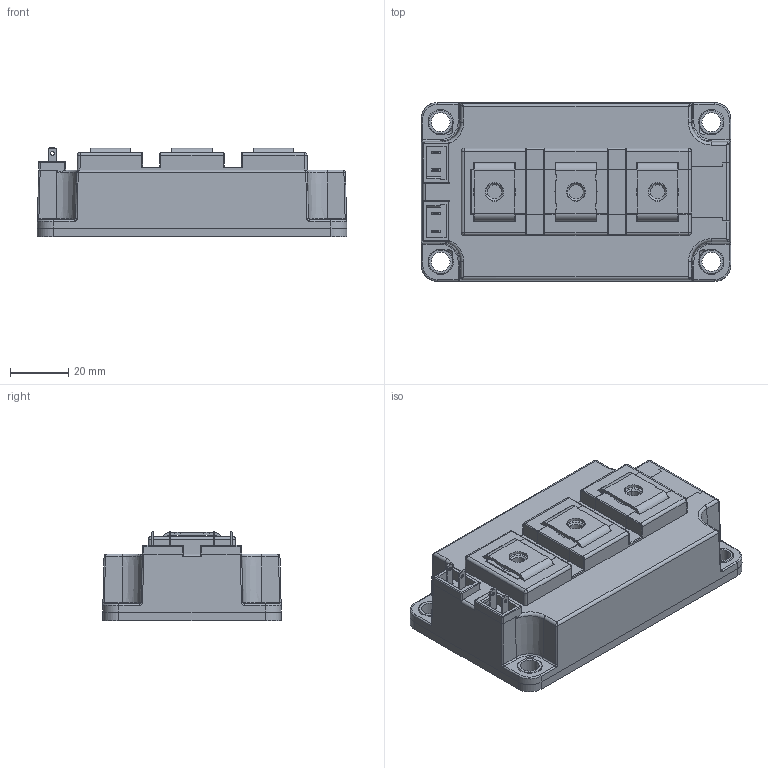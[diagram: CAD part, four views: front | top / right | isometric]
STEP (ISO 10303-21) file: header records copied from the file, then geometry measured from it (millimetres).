
FILE_DESCRIPTION((''),'2;1');
FILE_NAME('ZSB_ASM','2009-04-27T',('WeissVit'),(''),'PRO/ENGINEER BY PARAMETRIC TECHNOLOGY CORPORATION, 2006200','PRO/ENGINEER BY PARAMETRIC TECHNOLOGY CORPORATION, 2006200','');
FILE_SCHEMA(('CONFIG_CONTROL_DESIGN'));
Length unit declared in the file: millimetre
Products named in the file (8): BODENPLATTE_62MM_0008000; ANSCHLUSSSTECKER; STROMABNAHME_HB_1_KOPIE; STROMABNAHME_HB_2_KOPIE; KASTEN_HB_; DECKEL_HB_KOPIE; 27689_M6_DIN6923; ZSB_ASM
Assembly tree (13 placements, depth 2):
  ZSB_ASM
    BODENPLATTE_62MM_0008000
    ANSCHLUSSSTECKER  x4
    STROMABNAHME_HB_1_KOPIE
    STROMABNAHME_HB_2_KOPIE  x2
    KASTEN_HB_
    DECKEL_HB_KOPIE
    27689_M6_DIN6923  x3
Bounding box: 106.4 x 61.4 x 30.9 mm (x, y, z)
Volume: 57304.2 mm3; surface area: 64271 mm2
Topology: 13 solids, 13 shells, 1391 faces, 3615 edges, 2285 vertices
Faces by surface type: plane 935, cylinder 324, cone 68, bspline 28, torus 22, sphere 14
Entity records: 36437 total; most frequent: CARTESIAN_POINT 9368, ORIENTED_EDGE 5690, DIRECTION 5423, EDGE_CURVE 2845, VECTOR 2175, LINE 2175, VERTEX_POINT 1811, AXIS2_PLACEMENT_3D 1624
